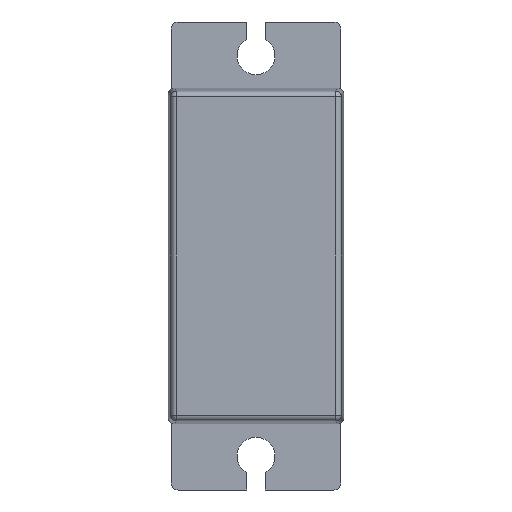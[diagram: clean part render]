
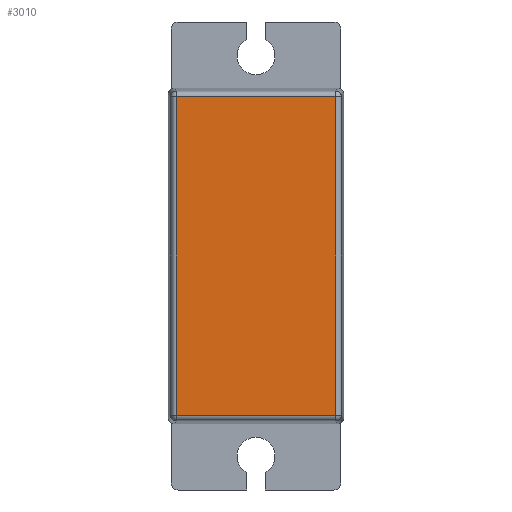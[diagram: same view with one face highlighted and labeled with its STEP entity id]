
A CAD part, front view. The second image highlights one B-rep face of the part: STEP entity #3010.
In plain terms, the highlighted planar face has unit normal (0, -1, 0).
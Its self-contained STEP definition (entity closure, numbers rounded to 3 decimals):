
#139=PLANE('',#3281);
#284=FACE_OUTER_BOUND('',#448,.T.);
#448=EDGE_LOOP('',(#2573,#2574,#2575,#2576));
#675=LINE('',#5637,#951);
#677=LINE('',#5645,#953);
#679=LINE('',#5655,#955);
#681=LINE('',#5664,#957);
#951=VECTOR('',#3936,10.);
#953=VECTOR('',#3944,10.);
#955=VECTOR('',#3956,10.);
#957=VECTOR('',#3968,10.);
#1380=VERTEX_POINT('',#5634);
#1381=VERTEX_POINT('',#5636);
#1384=VERTEX_POINT('',#5644);
#1387=VERTEX_POINT('',#5654);
#1779=EDGE_CURVE('',#1380,#1381,#675,.T.);
#1783=EDGE_CURVE('',#1381,#1384,#677,.T.);
#1788=EDGE_CURVE('',#1384,#1387,#679,.T.);
#1793=EDGE_CURVE('',#1387,#1380,#681,.T.);
#2573=ORIENTED_EDGE('',*,*,#1779,.F.);
#2574=ORIENTED_EDGE('',*,*,#1793,.F.);
#2575=ORIENTED_EDGE('',*,*,#1788,.F.);
#2576=ORIENTED_EDGE('',*,*,#1783,.F.);
#3010=ADVANCED_FACE('',(#284),#139,.F.);
#3281=AXIS2_PLACEMENT_3D('',#5720,#3999,#4000);
#3936=DIRECTION('',(1.,0.,0.));
#3944=DIRECTION('',(0.,0.,-1.));
#3956=DIRECTION('',(-1.,0.,0.));
#3968=DIRECTION('',(0.,0.,1.));
#3999=DIRECTION('center_axis',(0.,1.,0.));
#4000=DIRECTION('ref_axis',(0.,0.,1.));
#5634=CARTESIAN_POINT('',(-5.485,-10.2,10.961));
#5636=CARTESIAN_POINT('',(5.485,-10.2,10.961));
#5637=CARTESIAN_POINT('',(-3.025,-10.2,10.961));
#5644=CARTESIAN_POINT('',(5.485,-10.2,-10.961));
#5645=CARTESIAN_POINT('',(5.485,-10.2,5.775));
#5654=CARTESIAN_POINT('',(-5.485,-10.2,-10.961));
#5655=CARTESIAN_POINT('',(3.025,-10.2,-10.961));
#5664=CARTESIAN_POINT('',(-5.485,-10.2,-5.775));
#5720=CARTESIAN_POINT('Origin',(0.,-10.2,0.));
